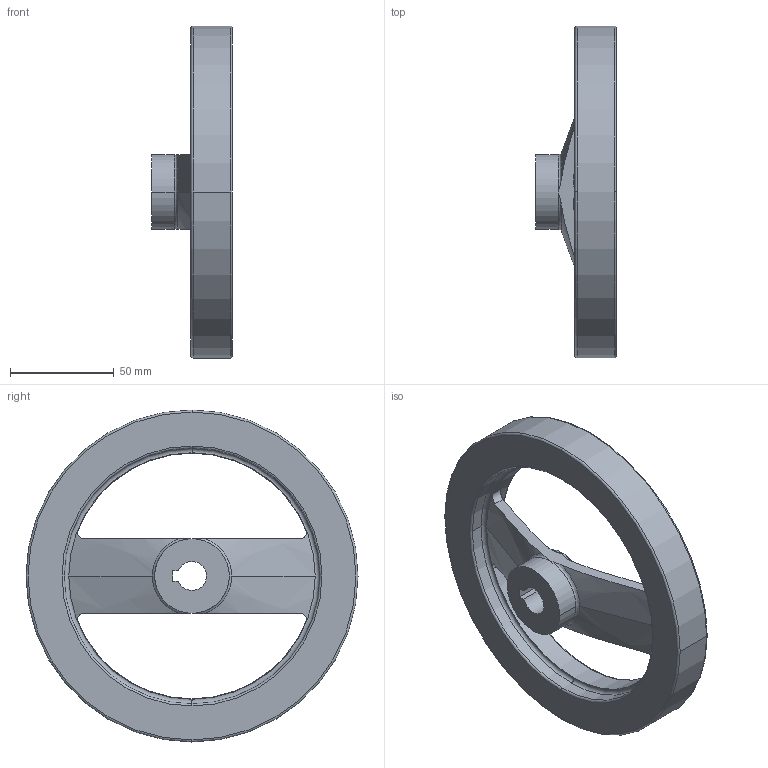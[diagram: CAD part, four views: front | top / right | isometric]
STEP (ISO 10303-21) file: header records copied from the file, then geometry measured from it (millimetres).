
FILE_DESCRIPTION( ( '' ), '1' );
FILE_NAME( 'K0162.1160X14_ohne Zylindergriff, Nabe mit Nut.stp', '2012-10-29T09:45:02', ( '' ), ( '' ), ' ', ' ', ' ' );
FILE_SCHEMA( ( 'CONFIG_CONTROL_DESIGN' ) );
Length unit declared in the file: millimetre
Products named in the file (1): 1
Bounding box: 39 x 160 x 160 mm (x, y, z)
Volume: 208696.1 mm3; surface area: 46657.1 mm2
Topology: 1 solids, 1 shells, 45 faces, 133 edges, 88 vertices
Faces by surface type: cylinder 16, torus 14, plane 9, cone 6
Entity records: 1823 total; most frequent: CARTESIAN_POINT 543, DIRECTION 277, ORIENTED_EDGE 266, EDGE_CURVE 133, AXIS2_PLACEMENT_3D 122, VERTEX_POINT 88, CIRCLE 76, EDGE_LOOP 49
